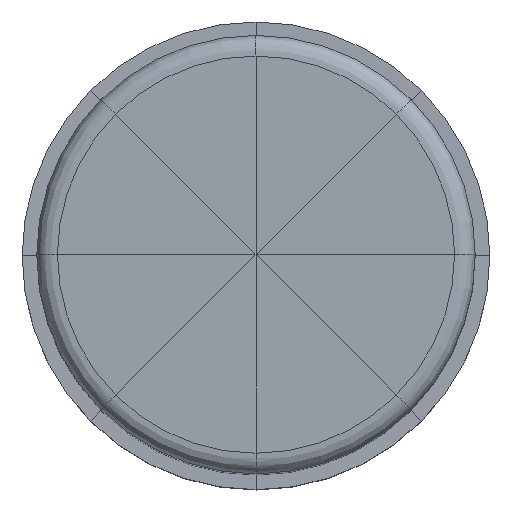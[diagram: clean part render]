
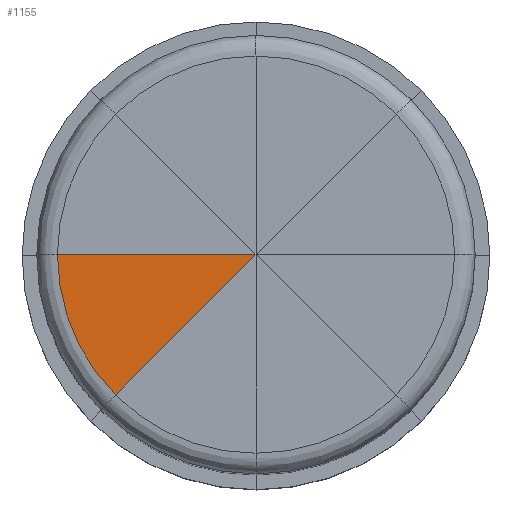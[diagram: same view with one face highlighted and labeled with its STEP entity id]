
A CAD part, top view. The second image highlights one B-rep face of the part: STEP entity #1155.
In plain terms, the highlighted planar face has unit normal (0, 0, 1).
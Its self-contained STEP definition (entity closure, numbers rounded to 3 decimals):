
#285 = EDGE_CURVE('',#286,#288,#290,.T.);
#286 = VERTEX_POINT('',#287);
#287 = CARTESIAN_POINT('',(-1.359,0.,
    6.));
#288 = VERTEX_POINT('',#289);
#289 = CARTESIAN_POINT('',(-0.961,-0.961,6.)
  );
#290 = CIRCLE('',#291,1.359);
#291 = AXIS2_PLACEMENT_3D('',#292,#293,#294);
#292 = CARTESIAN_POINT('',(0.,0.,
    6.));
#293 = DIRECTION('',(0.,0.,1.));
#294 = DIRECTION('',(-0.707,-0.707,0.));
#1155 = ADVANCED_FACE('',(#1156),#1173,.F.);
#1156 = FACE_BOUND('',#1157,.T.);
#1157 = EDGE_LOOP('',(#1158,#1166,#1167));
#1158 = ORIENTED_EDGE('',*,*,#1159,.F.);
#1159 = EDGE_CURVE('',#286,#1160,#1162,.T.);
#1160 = VERTEX_POINT('',#1161);
#1161 = CARTESIAN_POINT('',(0.,0.,6.));
#1162 = LINE('',#1163,#1164);
#1163 = CARTESIAN_POINT('',(-1.359,0.,
    6.));
#1164 = VECTOR('',#1165,1.);
#1165 = DIRECTION('',(1.,0.,0.));
#1166 = ORIENTED_EDGE('',*,*,#285,.T.);
#1167 = ORIENTED_EDGE('',*,*,#1168,.F.);
#1168 = EDGE_CURVE('',#1160,#288,#1169,.T.);
#1169 = LINE('',#1170,#1171);
#1170 = CARTESIAN_POINT('',(0.,0.,6.));
#1171 = VECTOR('',#1172,1.);
#1172 = DIRECTION('',(-0.707,-0.707,
    0.));
#1173 = PLANE('',#1174);
#1174 = AXIS2_PLACEMENT_3D('',#1175,#1176,#1177);
#1175 = CARTESIAN_POINT('',(-0.679,0.,
    6.));
#1176 = DIRECTION('',(0.,0.,-1.));
#1177 = DIRECTION('',(-1.,0.,0.));
